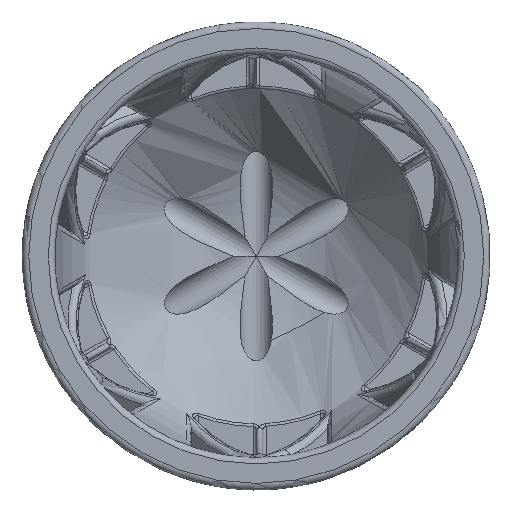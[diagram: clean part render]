
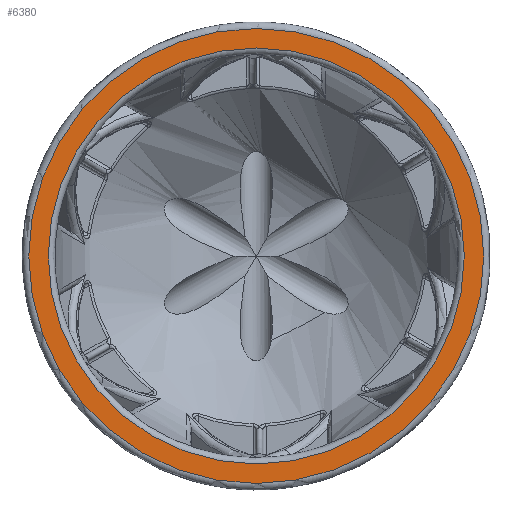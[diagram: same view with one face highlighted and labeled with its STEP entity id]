
A CAD part, top view. The second image highlights one B-rep face of the part: STEP entity #6380.
In plain terms, the highlighted planar face has unit normal (0, 0, 1).
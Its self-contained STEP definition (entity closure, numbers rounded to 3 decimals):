
#593=PLANE('',#6833);
#671=FACE_BOUND('',#1064,.T.);
#686=FACE_OUTER_BOUND('',#1063,.T.);
#1063=EDGE_LOOP('',(#4401));
#1064=EDGE_LOOP('',(#4402));
#1949=CIRCLE('',#6834,34.986);
#1950=CIRCLE('',#6835,31.984);
#2612=VERTEX_POINT('',#10440);
#2613=VERTEX_POINT('',#10442);
#3300=EDGE_CURVE('',#2612,#2612,#1949,.T.);
#3301=EDGE_CURVE('',#2613,#2613,#1950,.T.);
#4401=ORIENTED_EDGE('',*,*,#3300,.F.);
#4402=ORIENTED_EDGE('',*,*,#3301,.F.);
#6380=ADVANCED_FACE('',(#686,#671),#593,.T.);
#6833=AXIS2_PLACEMENT_3D('',#10439,#7679,#7680);
#6834=AXIS2_PLACEMENT_3D('',#10441,#7681,#7682);
#6835=AXIS2_PLACEMENT_3D('',#10443,#7683,#7684);
#7679=DIRECTION('center_axis',(0.,0.,1.));
#7680=DIRECTION('ref_axis',(1.,0.,0.));
#7681=DIRECTION('center_axis',(0.,0.,-1.));
#7682=DIRECTION('ref_axis',(0.,-1.,0.));
#7683=DIRECTION('center_axis',(0.,0.,1.));
#7684=DIRECTION('ref_axis',(0.,1.,0.));
#10439=CARTESIAN_POINT('Origin',(4.347,1.267,0.));
#10440=CARTESIAN_POINT('',(-34.986,0.,0.));
#10441=CARTESIAN_POINT('Origin',(0.,0.,0.));
#10442=CARTESIAN_POINT('',(31.984,0.,0.));
#10443=CARTESIAN_POINT('Origin',(0.,0.,0.));
